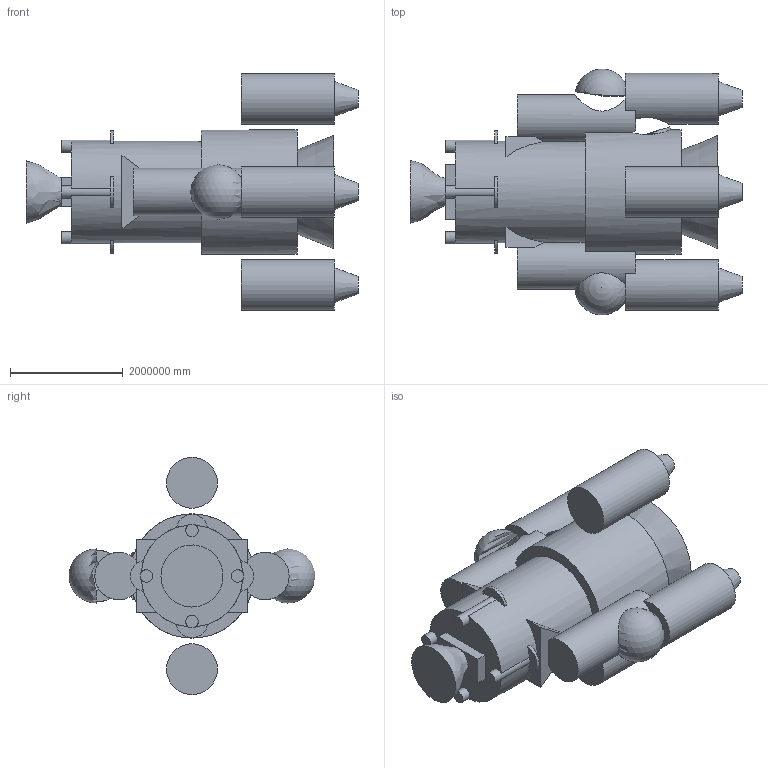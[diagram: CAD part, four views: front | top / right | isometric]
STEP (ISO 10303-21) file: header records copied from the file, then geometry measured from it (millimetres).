
FILE_DESCRIPTION(('FreeCAD Model'),'2;1');
FILE_NAME('Open CASCADE Shape Model','2025-10-30T00:40:45',('Author'),( ''),'Open CASCADE STEP processor 7.8','FreeCAD','Unknown');
FILE_SCHEMA(('AUTOMOTIVE_DESIGN { 1 0 10303 214 1 1 1 1 }'));
Length unit declared in the file: metre
Products named in the file (1): Ship_Solid_Unified
Bounding box: 5880000 x 4352593.07 x 4200000 mm (x, y, z)
Volume: 18934794578211061760 mm3; surface area: 82243426792370.8 mm2
Topology: 3 solids, 3 shells, 80 faces, 224 edges, 151 vertices
Faces by surface type: plane 52, cylinder 19, cone 5, sphere 3, bspline 1
Full cylindrical faces by diameter (mm): 220000 x4, 900000 x4, 1800000 x1, 2200000 x1
Entity records: 9972 total; most frequent: CARTESIAN_POINT 5657, DIRECTION 798, ORIENTED_EDGE 436, PCURVE 436, DEFINITIONAL_REPRESENTATION 436, LINE 277, VECTOR 277, CIRCLE 221
